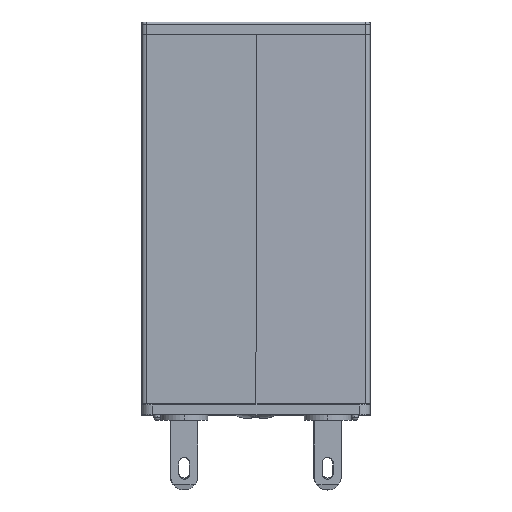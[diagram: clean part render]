
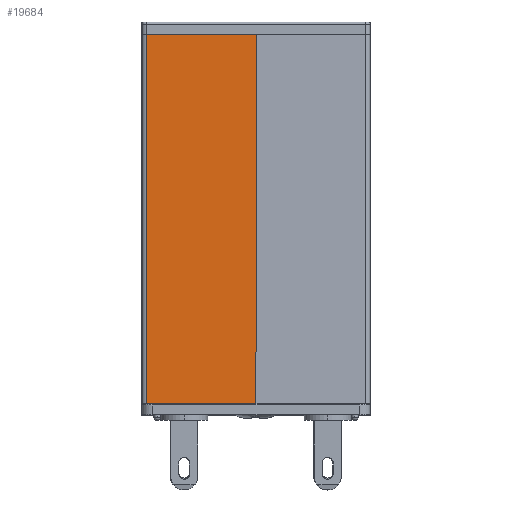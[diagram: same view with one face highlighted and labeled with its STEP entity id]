
A CAD part, top view. The second image highlights one B-rep face of the part: STEP entity #19684.
In plain terms, the highlighted planar face has unit normal (-0.004, 0, 1).
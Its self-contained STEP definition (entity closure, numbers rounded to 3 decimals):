
#115 = DIRECTION ( 'NONE',  ( 0., -1., 0. ) ) ;
#358 = VERTEX_POINT ( 'NONE', #1729 ) ;
#814 = FACE_OUTER_BOUND ( 'NONE', #5955, .T. ) ;
#1729 = CARTESIAN_POINT ( 'NONE',  ( 0., 0., 13.5 ) ) ;
#2191 = PLANE ( 'NONE',  #58049 ) ;
#2193 = ORIENTED_EDGE ( 'NONE', *, *, #11071, .F. ) ;
#4416 = DIRECTION ( 'NONE',  ( 0., -1., 0. ) ) ;
#5955 = EDGE_LOOP ( 'NONE', ( #16418, #16698, #33312, #2193 ) ) ;
#7171 = DIRECTION ( 'NONE',  ( 1., 0., 0.004 ) ) ;
#8036 = CARTESIAN_POINT ( 'NONE',  ( -10.618, 34., 13.454 ) ) ;
#8115 = VERTEX_POINT ( 'NONE', #36752 ) ;
#9485 = VECTOR ( 'NONE', #4416, 1000. ) ;
#11071 = EDGE_CURVE ( 'NONE', #61161, #358, #53533, .T. ) ;
#14225 = CARTESIAN_POINT ( 'NONE',  ( -10.102, 34., 13.456 ) ) ;
#14353 = CARTESIAN_POINT ( 'NONE',  ( 0., 34., 13.5 ) ) ;
#16418 = ORIENTED_EDGE ( 'NONE', *, *, #47205, .F. ) ;
#16698 = ORIENTED_EDGE ( 'NONE', *, *, #49377, .T. ) ;
#19684 = ADVANCED_FACE ( 'NONE', ( #814 ), #2191, .T. ) ;
#29003 = LINE ( 'NONE', #14225, #9485 ) ;
#29041 = VECTOR ( 'NONE', #47911, 1000. ) ;
#29521 = EDGE_CURVE ( 'NONE', #63420, #358, #47424, .T. ) ;
#30571 = LINE ( 'NONE', #8036, #29041 ) ;
#32686 = CARTESIAN_POINT ( 'NONE',  ( 0., 0., 13.5 ) ) ;
#33312 = ORIENTED_EDGE ( 'NONE', *, *, #29521, .T. ) ;
#35161 = CARTESIAN_POINT ( 'NONE',  ( 0., 34., 13.5 ) ) ;
#35721 = VECTOR ( 'NONE', #57018, 1000. ) ;
#36752 = CARTESIAN_POINT ( 'NONE',  ( -10.102, 34., 13.456 ) ) ;
#37039 = DIRECTION ( 'NONE',  ( -0.004, 0., 1. ) ) ;
#41827 = VECTOR ( 'NONE', #115, 1000. ) ;
#46625 = CARTESIAN_POINT ( 'NONE',  ( 0., 34., 13.5 ) ) ;
#47205 = EDGE_CURVE ( 'NONE', #8115, #61161, #30571, .T. ) ;
#47424 = LINE ( 'NONE', #32686, #35721 ) ;
#47911 = DIRECTION ( 'NONE',  ( 1., 0., 0.004 ) ) ;
#49377 = EDGE_CURVE ( 'NONE', #8115, #63420, #29003, .T. ) ;
#53533 = LINE ( 'NONE', #14353, #41827 ) ;
#57018 = DIRECTION ( 'NONE',  ( 1., 0., 0.004 ) ) ;
#57836 = CARTESIAN_POINT ( 'NONE',  ( -10.102, 0., 13.456 ) ) ;
#58049 = AXIS2_PLACEMENT_3D ( 'NONE', #46625, #37039, #7171 ) ;
#61161 = VERTEX_POINT ( 'NONE', #35161 ) ;
#63420 = VERTEX_POINT ( 'NONE', #57836 ) ;
